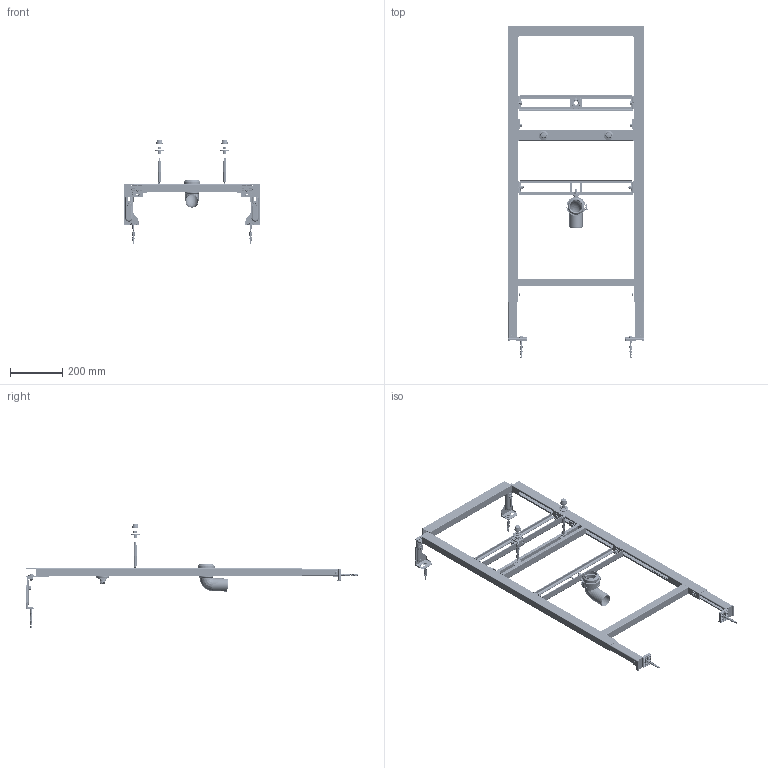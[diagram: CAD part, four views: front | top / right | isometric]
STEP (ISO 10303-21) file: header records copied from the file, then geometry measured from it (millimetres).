
FILE_DESCRIPTION((''),'2;1');
FILE_NAME('90_675_00_S002_ASM','2019-01-23T',('mberthel'),(''),'PRO/ENGINEER BY PARAMETRIC TECHNOLOGY CORPORATION, 2015030','PRO/ENGINEER BY PARAMETRIC TECHNOLOGY CORPORATION, 2015030','');
FILE_SCHEMA(('CONFIG_CONTROL_DESIGN'));
Products named in the file (1): 90_675_00_S002_ASM
Bounding box: 526.18 x 1275 x 401.3 mm (x, y, z)
Surface area: 1342014.6 mm2 (no closed solid volume)
Topology: 0 solids, 301 shells, 3336 faces, 12131 edges, 8725 vertices
Faces by surface type: cylinder 1608, plane 1043, bspline 293, cone 251, torus 99, sphere 42
Entity records: 247682 total; most frequent: CARTESIAN_POINT 126871, ORIENTED_EDGE 17978, DIRECTION 16635, EDGE_CURVE 12089, VERTEX_POINT 8725, AXIS2_PLACEMENT_3D 5865, VECTOR 4905, LINE 4905
